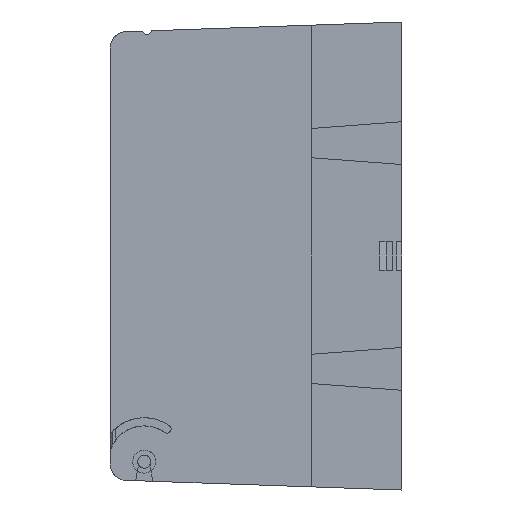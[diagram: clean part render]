
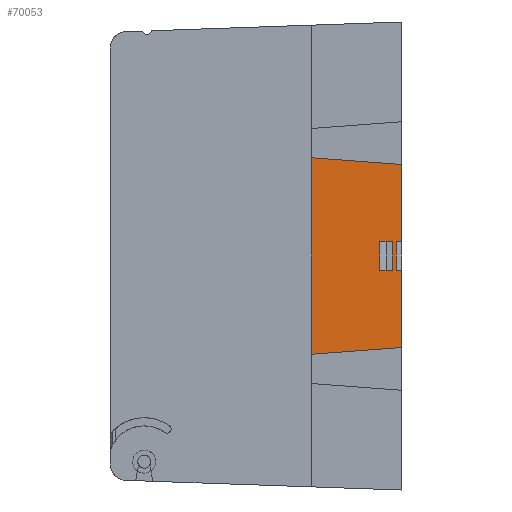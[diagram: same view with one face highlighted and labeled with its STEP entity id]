
A CAD part, left-side view. The second image highlights one B-rep face of the part: STEP entity #70053.
In plain terms, the highlighted planar face has unit normal (1, 0, 0).
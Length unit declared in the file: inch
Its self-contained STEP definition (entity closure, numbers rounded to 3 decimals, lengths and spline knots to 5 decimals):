
#276 = LINE ( 'NONE', #96007, #42177 ) ;
#763 = CARTESIAN_POINT ( 'NONE',  ( -6.525, -1.785, 0.275 ) ) ;
#1619 = CARTESIAN_POINT ( 'NONE',  ( -6.525, -1.735, 0.275 ) ) ;
#2574 = DIRECTION ( 'NONE',  ( 1., 0., 0. ) ) ;
#2612 = CARTESIAN_POINT ( 'NONE',  ( -6.525, -1.735, -0.075 ) ) ;
#8343 = CARTESIAN_POINT ( 'NONE',  ( -6.525, -1.735, 6.54233 ) ) ;
#10754 = ORIENTED_EDGE ( 'NONE', *, *, #61982, .T. ) ;
#10810 = DIRECTION ( 'NONE',  ( 0., 1., 0. ) ) ;
#11141 = DIRECTION ( 'NONE',  ( 0., 0., -1. ) ) ;
#11603 = CARTESIAN_POINT ( 'NONE',  ( -6.525, -0.75, 6.54233 ) ) ;
#12036 = CARTESIAN_POINT ( 'NONE',  ( -6.525, -1.85, 6.54233 ) ) ;
#12306 = VECTOR ( 'NONE', #96677, 39.37008 ) ;
#12649 = FACE_BOUND ( 'NONE', #22705, .T. ) ;
#13074 = DIRECTION ( 'NONE',  ( 0., 0., -1. ) ) ;
#13394 = DIRECTION ( 'NONE',  ( 0., 0., -1. ) ) ;
#15214 = FACE_OUTER_BOUND ( 'NONE', #37325, .T. ) ;
#15322 = CARTESIAN_POINT ( 'NONE',  ( -6.525, -0.75, 1.29653 ) ) ;
#16344 = DIRECTION ( 'NONE',  ( 0., 1., 0. ) ) ;
#16932 = CARTESIAN_POINT ( 'NONE',  ( -6.525, -1.85, 1.215 ) ) ;
#17233 = LINE ( 'NONE', #11603, #83619 ) ;
#17833 = VERTEX_POINT ( 'NONE', #763 ) ;
#19897 = VECTOR ( 'NONE', #52355, 39.37008 ) ;
#20476 = DIRECTION ( 'NONE',  ( 0., 0., -1. ) ) ;
#22538 = EDGE_CURVE ( 'NONE', #49540, #72618, #17233, .T. ) ;
#22705 = EDGE_LOOP ( 'NONE', ( #43032, #93652, #88380, #86334 ) ) ;
#27128 = PLANE ( 'NONE',  #91841 ) ;
#29453 = EDGE_CURVE ( 'NONE', #31663, #17833, #76126, .T. ) ;
#31095 = EDGE_CURVE ( 'NONE', #70021, #38774, #62785, .T. ) ;
#31663 = VERTEX_POINT ( 'NONE', #41021 ) ;
#33474 = VERTEX_POINT ( 'NONE', #42476 ) ;
#36785 = VECTOR ( 'NONE', #20476, 39.37008 ) ;
#37325 = EDGE_LOOP ( 'NONE', ( #90536, #52990, #10754, #60475, #51234, #85678, #71031, #71576 ) ) ;
#37597 = CARTESIAN_POINT ( 'NONE',  ( -6.525, -1.85, 6.54233 ) ) ;
#38774 = VERTEX_POINT ( 'NONE', #92803 ) ;
#39172 = VERTEX_POINT ( 'NONE', #1619 ) ;
#40029 = CARTESIAN_POINT ( 'NONE',  ( -6.525, -0.75, 1.29653 ) ) ;
#40335 = EDGE_CURVE ( 'NONE', #17833, #73268, #77278, .T. ) ;
#41021 = CARTESIAN_POINT ( 'NONE',  ( -6.525, -1.85, 0.275 ) ) ;
#42103 = LINE ( 'NONE', #77013, #19897 ) ;
#42177 = VECTOR ( 'NONE', #13074, 39.37008 ) ;
#42476 = CARTESIAN_POINT ( 'NONE',  ( -6.525, -1.58206, 0.275 ) ) ;
#43032 = ORIENTED_EDGE ( 'NONE', *, *, #96770, .T. ) ;
#47056 = EDGE_CURVE ( 'NONE', #82830, #39172, #76850, .T. ) ;
#47574 = DIRECTION ( 'NONE',  ( 0., 0.997, -0.074 ) ) ;
#48386 = VERTEX_POINT ( 'NONE', #56905 ) ;
#48392 = DIRECTION ( 'NONE',  ( 0., -0.997, -0.074 ) ) ;
#49540 = VERTEX_POINT ( 'NONE', #15322 ) ;
#51057 = DIRECTION ( 'NONE',  ( 0., 0., 1. ) ) ;
#51234 = ORIENTED_EDGE ( 'NONE', *, *, #86444, .T. ) ;
#52355 = DIRECTION ( 'NONE',  ( 0., -1., 0. ) ) ;
#52394 = VECTOR ( 'NONE', #48392, 39.37008 ) ;
#52658 = CARTESIAN_POINT ( 'NONE',  ( -6.525, -1.85, 6.54233 ) ) ;
#52904 = DIRECTION ( 'NONE',  ( 0., 0., -1. ) ) ;
#52990 = ORIENTED_EDGE ( 'NONE', *, *, #31095, .T. ) ;
#55278 = VECTOR ( 'NONE', #52904, 39.37008 ) ;
#56905 = CARTESIAN_POINT ( 'NONE',  ( -6.525, -1.58206, -0.075 ) ) ;
#58431 = CARTESIAN_POINT ( 'NONE',  ( -6.525, -0.75, -1.09653 ) ) ;
#60246 = LINE ( 'NONE', #63570, #82254 ) ;
#60475 = ORIENTED_EDGE ( 'NONE', *, *, #22538, .F. ) ;
#61001 = DIRECTION ( 'NONE',  ( 0., 0., -1. ) ) ;
#61982 = EDGE_CURVE ( 'NONE', #38774, #72618, #60246, .T. ) ;
#62785 = LINE ( 'NONE', #37597, #101643 ) ;
#63570 = CARTESIAN_POINT ( 'NONE',  ( -6.525, -1.85, -1.015 ) ) ;
#63903 = VECTOR ( 'NONE', #16344, 39.37008 ) ;
#66484 = LINE ( 'NONE', #66642, #63903 ) ;
#66642 = CARTESIAN_POINT ( 'NONE',  ( -6.525, -1.85, 0.275 ) ) ;
#70021 = VERTEX_POINT ( 'NONE', #76570 ) ;
#70053 = ADVANCED_FACE ( 'NONE', ( #12649, #15214 ), #27128, .T. ) ;
#71031 = ORIENTED_EDGE ( 'NONE', *, *, #29453, .T. ) ;
#71576 = ORIENTED_EDGE ( 'NONE', *, *, #40335, .T. ) ;
#72618 = VERTEX_POINT ( 'NONE', #58431 ) ;
#73268 = VERTEX_POINT ( 'NONE', #104687 ) ;
#74438 = LINE ( 'NONE', #40029, #52394 ) ;
#76126 = LINE ( 'NONE', #98297, #12306 ) ;
#76570 = CARTESIAN_POINT ( 'NONE',  ( -6.525, -1.85, -0.075 ) ) ;
#76850 = LINE ( 'NONE', #8343, #98906 ) ;
#77013 = CARTESIAN_POINT ( 'NONE',  ( -6.525, -1.85, -0.075 ) ) ;
#77278 = LINE ( 'NONE', #102524, #55278 ) ;
#77436 = CARTESIAN_POINT ( 'NONE',  ( -6.525, -1.85, -0.075 ) ) ;
#82254 = VECTOR ( 'NONE', #47574, 39.37008 ) ;
#82830 = VERTEX_POINT ( 'NONE', #2612 ) ;
#83619 = VECTOR ( 'NONE', #11141, 39.37008 ) ;
#83849 = EDGE_CURVE ( 'NONE', #48386, #82830, #42103, .T. ) ;
#84548 = LINE ( 'NONE', #77436, #104013 ) ;
#85678 = ORIENTED_EDGE ( 'NONE', *, *, #107342, .T. ) ;
#86334 = ORIENTED_EDGE ( 'NONE', *, *, #87425, .T. ) ;
#86444 = EDGE_CURVE ( 'NONE', #49540, #106631, #74438, .T. ) ;
#87425 = EDGE_CURVE ( 'NONE', #39172, #33474, #66484, .T. ) ;
#88380 = ORIENTED_EDGE ( 'NONE', *, *, #47056, .T. ) ;
#90536 = ORIENTED_EDGE ( 'NONE', *, *, #93777, .F. ) ;
#91841 = AXIS2_PLACEMENT_3D ( 'NONE', #52658, #2574, #61001 ) ;
#92803 = CARTESIAN_POINT ( 'NONE',  ( -6.525, -1.85, -1.015 ) ) ;
#93652 = ORIENTED_EDGE ( 'NONE', *, *, #83849, .T. ) ;
#93777 = EDGE_CURVE ( 'NONE', #70021, #73268, #84548, .T. ) ;
#96007 = CARTESIAN_POINT ( 'NONE',  ( -6.525, -1.58206, 6.54233 ) ) ;
#96677 = DIRECTION ( 'NONE',  ( 0., 1., 0. ) ) ;
#96770 = EDGE_CURVE ( 'NONE', #33474, #48386, #276, .T. ) ;
#98297 = CARTESIAN_POINT ( 'NONE',  ( -6.525, -1.85, 0.275 ) ) ;
#98906 = VECTOR ( 'NONE', #51057, 39.37008 ) ;
#101643 = VECTOR ( 'NONE', #13394, 39.37008 ) ;
#102524 = CARTESIAN_POINT ( 'NONE',  ( -6.525, -1.785, 6.54233 ) ) ;
#102931 = LINE ( 'NONE', #12036, #36785 ) ;
#104013 = VECTOR ( 'NONE', #10810, 39.37008 ) ;
#104687 = CARTESIAN_POINT ( 'NONE',  ( -6.525, -1.785, -0.075 ) ) ;
#106631 = VERTEX_POINT ( 'NONE', #16932 ) ;
#107342 = EDGE_CURVE ( 'NONE', #106631, #31663, #102931, .T. ) ;
